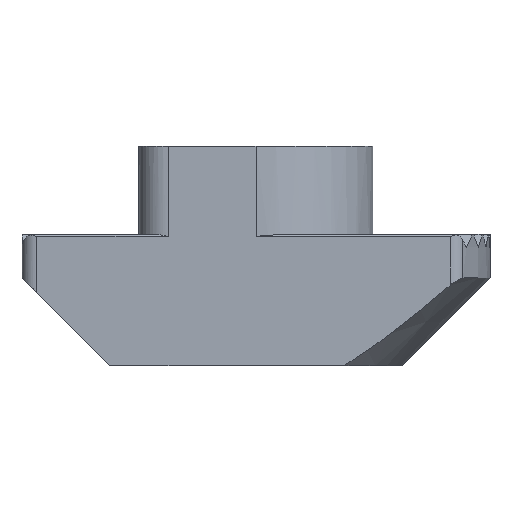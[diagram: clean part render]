
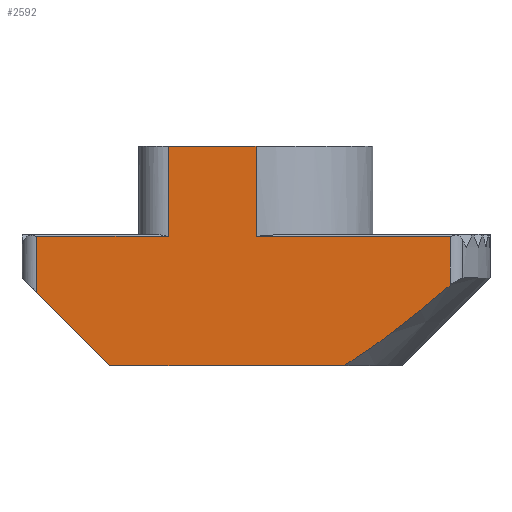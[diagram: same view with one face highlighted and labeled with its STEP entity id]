
A CAD part, left-side view. The second image highlights one B-rep face of the part: STEP entity #2592.
In plain terms, the highlighted planar face has unit normal (-1, 0, 0).
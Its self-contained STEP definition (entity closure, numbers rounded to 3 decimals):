
#23 = VERTEX_POINT ( 'NONE', #626 ) ;
#26 = ORIENTED_EDGE ( 'NONE', *, *, #682, .F. ) ;
#38 = CARTESIAN_POINT ( 'NONE',  ( -4., 3., 0. ) ) ;
#59 = CARTESIAN_POINT ( 'NONE',  ( -4., -6.928, -0.079 ) ) ;
#63 = VECTOR ( 'NONE', #1699, 1000. ) ;
#74 = DIRECTION ( 'NONE',  ( 0., -1., 0. ) ) ;
#158 = CARTESIAN_POINT ( 'NONE',  ( -4., -6.633, -1.754 ) ) ;
#169 = CARTESIAN_POINT ( 'NONE',  ( -4., -3., -4.5 ) ) ;
#197 = CARTESIAN_POINT ( 'NONE',  ( -4., -6.633, -0.079 ) ) ;
#249 = EDGE_CURVE ( 'NONE', #840, #769, #1856, .T. ) ;
#261 = CARTESIAN_POINT ( 'NONE',  ( -4., 7.5, -2. ) ) ;
#303 = B_SPLINE_CURVE_WITH_KNOTS ( 'NONE', 3,
 ( #158, #585, #1439, #2053, #594, #169 ),
 .UNSPECIFIED., .F., .F.,
 ( 4, 2, 4 ),
 ( 0., 0.002, 0.005 ),
 .UNSPECIFIED. ) ;
#351 = PLANE ( 'NONE',  #2737 ) ;
#365 = EDGE_LOOP ( 'NONE', ( #26, #651, #1648, #890, #2527, #459, #602, #947, #2617, #1744 ) ) ;
#379 = FACE_OUTER_BOUND ( 'NONE', #365, .T. ) ;
#415 = VERTEX_POINT ( 'NONE', #554 ) ;
#459 = ORIENTED_EDGE ( 'NONE', *, *, #1708, .F. ) ;
#485 = VERTEX_POINT ( 'NONE', #197 ) ;
#526 = DIRECTION ( 'NONE',  ( 0., -1., 0. ) ) ;
#554 = CARTESIAN_POINT ( 'NONE',  ( -4., 0., -0.079 ) ) ;
#585 = CARTESIAN_POINT ( 'NONE',  ( -4., -6.056, -2.249 ) ) ;
#594 = CARTESIAN_POINT ( 'NONE',  ( -4., -3.655, -4.107 ) ) ;
#602 = ORIENTED_EDGE ( 'NONE', *, *, #879, .F. ) ;
#626 = CARTESIAN_POINT ( 'NONE',  ( -4., -3., -4.5 ) ) ;
#638 = CARTESIAN_POINT ( 'NONE',  ( -4., 3., -0.079 ) ) ;
#643 = EDGE_CURVE ( 'NONE', #840, #23, #2005, .T. ) ;
#651 = ORIENTED_EDGE ( 'NONE', *, *, #2536, .F. ) ;
#657 = CARTESIAN_POINT ( 'NONE',  ( -4., 0., -4.5 ) ) ;
#682 = EDGE_CURVE ( 'NONE', #1612, #2032, #1259, .T. ) ;
#705 = CARTESIAN_POINT ( 'NONE',  ( -4., -6.633, -1.754 ) ) ;
#768 = EDGE_CURVE ( 'NONE', #2032, #2640, #2076, .T. ) ;
#769 = VERTEX_POINT ( 'NONE', #261 ) ;
#780 = CARTESIAN_POINT ( 'NONE',  ( -4., 0., 3. ) ) ;
#840 = VERTEX_POINT ( 'NONE', #1999 ) ;
#873 = VECTOR ( 'NONE', #919, 1000. ) ;
#879 = EDGE_CURVE ( 'NONE', #485, #1911, #1323, .T. ) ;
#880 = DIRECTION ( 'NONE',  ( 0., -1., 0. ) ) ;
#890 = ORIENTED_EDGE ( 'NONE', *, *, #249, .F. ) ;
#919 = DIRECTION ( 'NONE',  ( 0., -1., 0. ) ) ;
#947 = ORIENTED_EDGE ( 'NONE', *, *, #1254, .F. ) ;
#996 = LINE ( 'NONE', #780, #2714 ) ;
#1155 = CARTESIAN_POINT ( 'NONE',  ( -4., -6.633, 0. ) ) ;
#1221 = DIRECTION ( 'NONE',  ( 0., 0., -1. ) ) ;
#1224 = CARTESIAN_POINT ( 'NONE',  ( -4., 7.5, -0.079 ) ) ;
#1254 = EDGE_CURVE ( 'NONE', #415, #485, #2388, .T. ) ;
#1259 = LINE ( 'NONE', #38, #63 ) ;
#1311 = CARTESIAN_POINT ( 'NONE',  ( -4., 0., 3. ) ) ;
#1323 = LINE ( 'NONE', #1155, #2213 ) ;
#1333 = LINE ( 'NONE', #2454, #1571 ) ;
#1383 = CARTESIAN_POINT ( 'NONE',  ( -4., 3., 3. ) ) ;
#1439 = CARTESIAN_POINT ( 'NONE',  ( -4., -5.471, -2.734 ) ) ;
#1479 = CARTESIAN_POINT ( 'NONE',  ( -4., 7.5, 0. ) ) ;
#1509 = EDGE_CURVE ( 'NONE', #2640, #415, #996, .T. ) ;
#1511 = DIRECTION ( 'NONE',  ( 0., 0.707, 0.707 ) ) ;
#1571 = VECTOR ( 'NONE', #526, 1000. ) ;
#1606 = DIRECTION ( 'NONE',  ( 0., 0., -1. ) ) ;
#1612 = VERTEX_POINT ( 'NONE', #638 ) ;
#1648 = ORIENTED_EDGE ( 'NONE', *, *, #2480, .F. ) ;
#1699 = DIRECTION ( 'NONE',  ( 0., 0., 1. ) ) ;
#1708 = EDGE_CURVE ( 'NONE', #1911, #23, #303, .T. ) ;
#1717 = VERTEX_POINT ( 'NONE', #1224 ) ;
#1744 = ORIENTED_EDGE ( 'NONE', *, *, #768, .F. ) ;
#1856 = LINE ( 'NONE', #2157, #2269 ) ;
#1885 = VECTOR ( 'NONE', #2189, 1000. ) ;
#1911 = VERTEX_POINT ( 'NONE', #705 ) ;
#1934 = VECTOR ( 'NONE', #880, 1000. ) ;
#1999 = CARTESIAN_POINT ( 'NONE',  ( -4., 5., -4.5 ) ) ;
#2005 = LINE ( 'NONE', #657, #1934 ) ;
#2032 = VERTEX_POINT ( 'NONE', #1383 ) ;
#2041 = CARTESIAN_POINT ( 'NONE',  ( -4., 0., 3. ) ) ;
#2053 = CARTESIAN_POINT ( 'NONE',  ( -4., -4.269, -3.662 ) ) ;
#2076 = LINE ( 'NONE', #1311, #2245 ) ;
#2157 = CARTESIAN_POINT ( 'NONE',  ( -4., 5., -4.5 ) ) ;
#2189 = DIRECTION ( 'NONE',  ( 0., 0., 1. ) ) ;
#2213 = VECTOR ( 'NONE', #1606, 1000. ) ;
#2245 = VECTOR ( 'NONE', #74, 1000. ) ;
#2269 = VECTOR ( 'NONE', #1511, 1000. ) ;
#2388 = LINE ( 'NONE', #59, #873 ) ;
#2454 = CARTESIAN_POINT ( 'NONE',  ( -4., -6.928, -0.079 ) ) ;
#2472 = LINE ( 'NONE', #1479, #1885 ) ;
#2476 = DIRECTION ( 'NONE',  ( 0., 1., 0. ) ) ;
#2480 = EDGE_CURVE ( 'NONE', #769, #1717, #2472, .T. ) ;
#2498 = CARTESIAN_POINT ( 'NONE',  ( -4., -6.928, 0. ) ) ;
#2527 = ORIENTED_EDGE ( 'NONE', *, *, #643, .T. ) ;
#2536 = EDGE_CURVE ( 'NONE', #1717, #1612, #1333, .T. ) ;
#2592 = ADVANCED_FACE ( 'NONE', ( #379 ), #351, .F. ) ;
#2617 = ORIENTED_EDGE ( 'NONE', *, *, #1509, .F. ) ;
#2640 = VERTEX_POINT ( 'NONE', #2041 ) ;
#2685 = DIRECTION ( 'NONE',  ( 1., 0., 0. ) ) ;
#2714 = VECTOR ( 'NONE', #1221, 1000. ) ;
#2737 = AXIS2_PLACEMENT_3D ( 'NONE', #2498, #2685, #2476 ) ;
